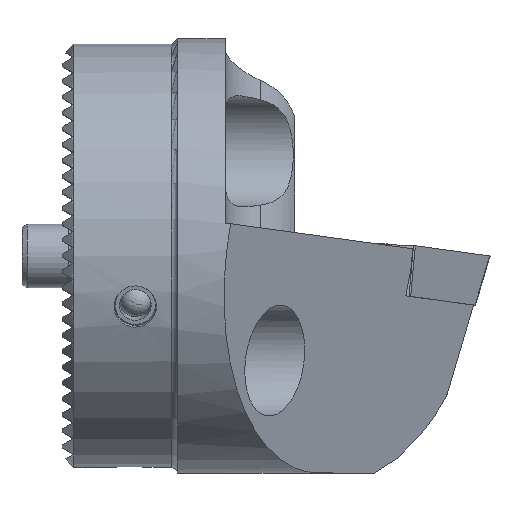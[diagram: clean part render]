
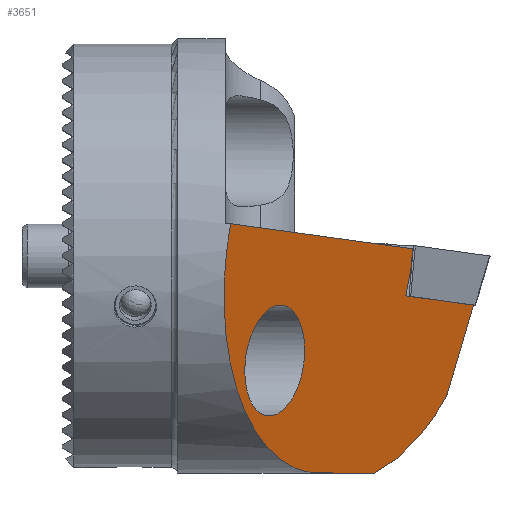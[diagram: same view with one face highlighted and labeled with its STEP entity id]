
A CAD part, top view. The second image highlights one B-rep face of the part: STEP entity #3651.
In plain terms, the highlighted planar face has unit normal (0.881, -0.09, 0.465).
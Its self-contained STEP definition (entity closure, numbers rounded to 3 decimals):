
#258 = EDGE_LOOP ( 'NONE', ( #12298 ) ) ;
#474 = EDGE_CURVE ( 'NONE', #14303, #811, #1884, .T. ) ;
#529 = VECTOR ( 'NONE', #6599, 1000. ) ;
#563 = CARTESIAN_POINT ( 'NONE',  ( 23.812, -20.5, 0. ) ) ;
#638 = EDGE_CURVE ( 'NONE', #811, #12325, #4008, .T. ) ;
#811 = VERTEX_POINT ( 'NONE', #13500 ) ;
#821 = VECTOR ( 'NONE', #13703, 1000. ) ;
#1507 = LINE ( 'NONE', #7400, #3936 ) ;
#1875 = VECTOR ( 'NONE', #13566, 1000. ) ;
#1884 = LINE ( 'NONE', #12535, #13059 ) ;
#1961 = CARTESIAN_POINT ( 'NONE',  ( 23.812, -20.5, 0. ) ) ;
#1989 = FACE_OUTER_BOUND ( 'NONE', #7302, .T. ) ;
#2818 = CARTESIAN_POINT ( 'NONE',  ( 29.089, -20.5, -10. ) ) ;
#2920 = ORIENTED_EDGE ( 'NONE', *, *, #638, .T. ) ;
#3121 = VECTOR ( 'NONE', #11184, 1000. ) ;
#3651 = ADVANCED_FACE ( 'NONE', ( #1989, #8960 ), #7197, .T. ) ;
#3791 = CARTESIAN_POINT ( 'NONE',  ( 15.506, 3.005, 20.279 ) ) ;
#3893 = ORIENTED_EDGE ( 'NONE', *, *, #7201, .T. ) ;
#3936 = VECTOR ( 'NONE', #9801, 1000. ) ;
#4008 =( BOUNDED_CURVE ( )  B_SPLINE_CURVE ( 3, ( #2818, #4092, #6213, #6163 ),
 .UNSPECIFIED., .F., .F. ) 
 B_SPLINE_CURVE_WITH_KNOTS ( ( 4, 4 ),
 ( 4.786, 5.386 ),
 .UNSPECIFIED. ) 
 CURVE ( )  GEOMETRIC_REPRESENTATION_ITEM ( )  RATIONAL_B_SPLINE_CURVE ( ( 1., 0.97, 0.97, 1. ) ) 
 REPRESENTATION_ITEM ( '' )  );
#4092 = CARTESIAN_POINT ( 'NONE',  ( 31.592, -19.282, -14.509 ) ) ;
#4496 = CARTESIAN_POINT ( 'NONE',  ( 38.539, -4.258, -24.778 ) ) ;
#4660 = CARTESIAN_POINT ( 'NONE',  ( 22.489, -8.905, 4.745 ) ) ;
#4698 = EDGE_CURVE ( 'NONE', #11329, #11329, #11927, .T. ) ;
#4952 = CARTESIAN_POINT ( 'NONE',  ( 22.489, -19.215, 2.756 ) ) ;
#4978 = DIRECTION ( 'NONE',  ( 0.881, -0.09, 0.465 ) ) ;
#5029 = CARTESIAN_POINT ( 'NONE',  ( 5.931, 31.65, 43.952 ) ) ;
#5054 = CARTESIAN_POINT ( 'NONE',  ( 16.847, -10.894, 15.054 ) ) ;
#5098 = CARTESIAN_POINT ( 'NONE',  ( 16.847, -21.204, 13.065 ) ) ;
#5141 = ORIENTED_EDGE ( 'NONE', *, *, #10195, .T. ) ;
#5594 = CARTESIAN_POINT ( 'NONE',  ( 35.891, -13.233, -21.49 ) ) ;
#5726 = VERTEX_POINT ( 'NONE', #6208 ) ;
#5833 = DIRECTION ( 'NONE',  ( 0.467, 0., -0.884 ) ) ;
#5963 = VERTEX_POINT ( 'NONE', #9100 ) ;
#6093 = CARTESIAN_POINT ( 'NONE',  ( 16.847, -0.584, 17.043 ) ) ;
#6145 = VERTEX_POINT ( 'NONE', #10431 ) ;
#6163 = CARTESIAN_POINT ( 'NONE',  ( 35.891, -13.233, -21.49 ) ) ;
#6208 = CARTESIAN_POINT ( 'NONE',  ( 15.506, 3.005, 20.279 ) ) ;
#6213 = CARTESIAN_POINT ( 'NONE',  ( 33.929, -16.785, -18.457 ) ) ;
#6365 = VERTEX_POINT ( 'NONE', #10807 ) ;
#6403 = ORIENTED_EDGE ( 'NONE', *, *, #474, .T. ) ;
#6599 = DIRECTION ( 'NONE',  ( 0.186, 0.969, -0.165 ) ) ;
#6779 = LINE ( 'NONE', #8058, #821 ) ;
#7065 = EDGE_CURVE ( 'NONE', #12325, #6145, #9944, .T. ) ;
#7131 = ORIENTED_EDGE ( 'NONE', *, *, #8325, .F. ) ;
#7197 = PLANE ( 'NONE',  #9569 ) ;
#7201 = EDGE_CURVE ( 'NONE', #6365, #5963, #6779, .T. ) ;
#7252 =( BOUNDED_CURVE ( )  B_SPLINE_CURVE ( 3, ( #3791, #12695, #12648, #563 ),
 .UNSPECIFIED., .F., .F. ) 
 B_SPLINE_CURVE_WITH_KNOTS ( ( 4, 4 ),
 ( 2.804, 4.522 ),
 .UNSPECIFIED. ) 
 CURVE ( )  GEOMETRIC_REPRESENTATION_ITEM ( )  RATIONAL_B_SPLINE_CURVE ( ( 1., 0.769, 0.769, 1. ) ) 
 REPRESENTATION_ITEM ( '' )  );
#7302 = EDGE_LOOP ( 'NONE', ( #7131, #5141, #6403, #2920, #9611, #7632, #12742, #3893 ) ) ;
#7400 = CARTESIAN_POINT ( 'NONE',  ( 39.931, -4.808, -27.523 ) ) ;
#7632 = ORIENTED_EDGE ( 'NONE', *, *, #8006, .F. ) ;
#8006 = EDGE_CURVE ( 'NONE', #9857, #6145, #1507, .T. ) ;
#8058 = CARTESIAN_POINT ( 'NONE',  ( 32.732, 1.003, -12.757 ) ) ;
#8325 = EDGE_CURVE ( 'NONE', #5726, #5963, #8658, .T. ) ;
#8443 = CARTESIAN_POINT ( 'NONE',  ( 32.051, -3.75, -12.383 ) ) ;
#8658 = LINE ( 'NONE', #9138, #1875 ) ;
#8960 = FACE_BOUND ( 'NONE', #258, .T. ) ;
#9100 = CARTESIAN_POINT ( 'NONE',  ( 32.704, 0.695, -12.763 ) ) ;
#9138 = CARTESIAN_POINT ( 'NONE',  ( 17.28, 2.767, 16.869 ) ) ;
#9439 = LINE ( 'NONE', #13241, #529 ) ;
#9500 = CARTESIAN_POINT ( 'NONE',  ( 22.489, -8.905, 4.745 ) ) ;
#9569 = AXIS2_PLACEMENT_3D ( 'NONE', #5029, #4978, #11982 ) ;
#9611 = ORIENTED_EDGE ( 'NONE', *, *, #7065, .T. ) ;
#9801 = DIRECTION ( 'NONE',  ( 0.461, -0.062, -0.885 ) ) ;
#9857 = VERTEX_POINT ( 'NONE', #8443 ) ;
#9944 = LINE ( 'NONE', #4496, #3121 ) ;
#10195 = EDGE_CURVE ( 'NONE', #5726, #14303, #7252, .T. ) ;
#10431 = CARTESIAN_POINT ( 'NONE',  ( 38.436, -4.607, -24.65 ) ) ;
#10711 = CARTESIAN_POINT ( 'NONE',  ( 22.489, 1.405, 6.734 ) ) ;
#10807 = CARTESIAN_POINT ( 'NONE',  ( 32.525, -1.273, -12.804 ) ) ;
#11184 = DIRECTION ( 'NONE',  ( 0.267, 0.905, -0.332 ) ) ;
#11329 = VERTEX_POINT ( 'NONE', #4660 ) ;
#11927 =( BOUNDED_CURVE ( )  B_SPLINE_CURVE ( 3, ( #12932, #4952, #5098, #5054, #6093, #10711, #9500 ),
 .UNSPECIFIED., .T., .T. ) 
 B_SPLINE_CURVE_WITH_KNOTS ( ( 4, 3, 4 ),
 ( 0., 3.142, 6.283 ),
 .UNSPECIFIED. ) 
 CURVE ( )  GEOMETRIC_REPRESENTATION_ITEM ( )  RATIONAL_B_SPLINE_CURVE ( ( 1., 0.333, 0.333, 1., 0.333, 0.333, 1. ) ) 
 REPRESENTATION_ITEM ( '' )  );
#11982 = DIRECTION ( 'NONE',  ( 0.467, 0., -0.884 ) ) ;
#12298 = ORIENTED_EDGE ( 'NONE', *, *, #4698, .T. ) ;
#12325 = VERTEX_POINT ( 'NONE', #5594 ) ;
#12535 = CARTESIAN_POINT ( 'NONE',  ( 1.778, -20.5, 41.761 ) ) ;
#12648 = CARTESIAN_POINT ( 'NONE',  ( 16.711, -20.5, 13.46 ) ) ;
#12695 = CARTESIAN_POINT ( 'NONE',  ( 13.109, -10.309, 22.252 ) ) ;
#12742 = ORIENTED_EDGE ( 'NONE', *, *, #13252, .T. ) ;
#12932 = CARTESIAN_POINT ( 'NONE',  ( 22.489, -8.905, 4.745 ) ) ;
#13059 = VECTOR ( 'NONE', #5833, 1000. ) ;
#13241 = CARTESIAN_POINT ( 'NONE',  ( 31.471, -6.777, -11.868 ) ) ;
#13252 = EDGE_CURVE ( 'NONE', #9857, #6365, #9439, .T. ) ;
#13500 = CARTESIAN_POINT ( 'NONE',  ( 29.089, -20.5, -10. ) ) ;
#13566 = DIRECTION ( 'NONE',  ( 0.461, -0.062, -0.885 ) ) ;
#13703 = DIRECTION ( 'NONE',  ( 0.09, 0.996, 0.021 ) ) ;
#14303 = VERTEX_POINT ( 'NONE', #1961 ) ;
